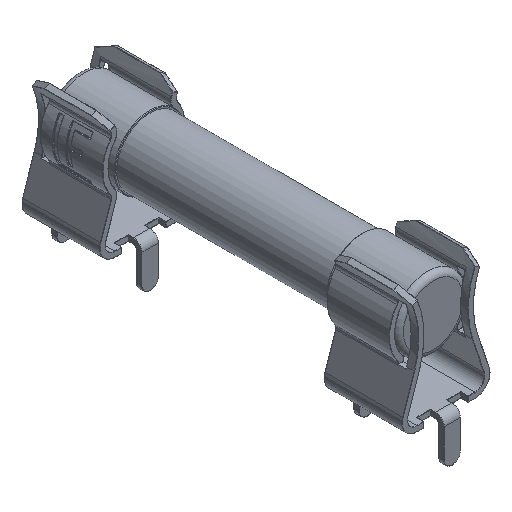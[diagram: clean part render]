
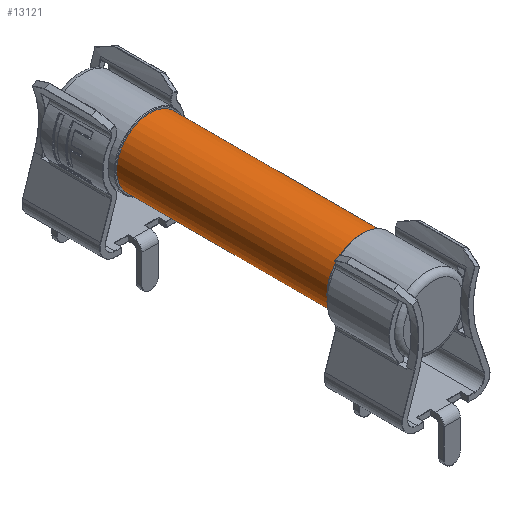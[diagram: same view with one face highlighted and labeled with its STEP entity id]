
A CAD part, isometric view. The second image highlights one B-rep face of the part: STEP entity #13121.
In plain terms, the highlighted cylindrical face has radius 3 mm (diameter 6 mm), a full revolution.
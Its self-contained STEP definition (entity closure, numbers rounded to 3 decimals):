
#12972=CARTESIAN_POINT('',(3.0,0.,-9.5));
#12973=VERTEX_POINT('',#12972);
#12974=CARTESIAN_POINT('',(0.0,0.0,-9.5));
#12975=DIRECTION('',(0.0,0.0,1.0));
#12976=DIRECTION('',(-1.0,0.0,0.0));
#12977=AXIS2_PLACEMENT_3D('',#12974,#12975,#12976);
#12978=CIRCLE('',#12977,3.0);
#12979=EDGE_CURVE('',#12973,#12973,#12978,.T.);
#13040=CARTESIAN_POINT('',(3.0,0.,9.5));
#13041=VERTEX_POINT('',#13040);
#13042=CARTESIAN_POINT('',(0.0,0.0,9.5));
#13043=DIRECTION('',(0.0,0.0,-1.0));
#13044=DIRECTION('',(-1.0,0.0,0.0));
#13045=AXIS2_PLACEMENT_3D('',#13042,#13043,#13044);
#13046=CIRCLE('',#13045,3.0);
#13047=EDGE_CURVE('',#13041,#13041,#13046,.T.);
#13110=CARTESIAN_POINT('',(0.0,0.0,0.0));
#13111=DIRECTION('',(0.0,0.0,1.0));
#13112=DIRECTION('',(-1.0,0.0,0.0));
#13113=AXIS2_PLACEMENT_3D('',#13110,#13111,#13112);
#13114=CYLINDRICAL_SURFACE('',#13113,3.0);
#13115=ORIENTED_EDGE('',*,*,#12979,.T.);
#13116=EDGE_LOOP('',(#13115));
#13117=FACE_OUTER_BOUND('',#13116,.T.);
#13118=ORIENTED_EDGE('',*,*,#13047,.T.);
#13119=EDGE_LOOP('',(#13118));
#13120=FACE_BOUND('',#13119,.T.);
#13121=ADVANCED_FACE('',(#13117,#13120),#13114,.T.);
